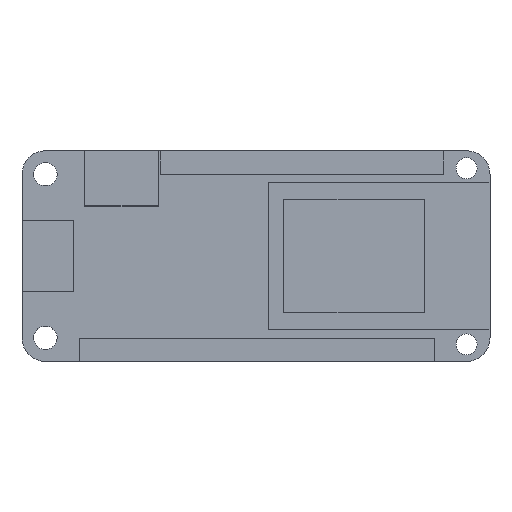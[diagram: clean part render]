
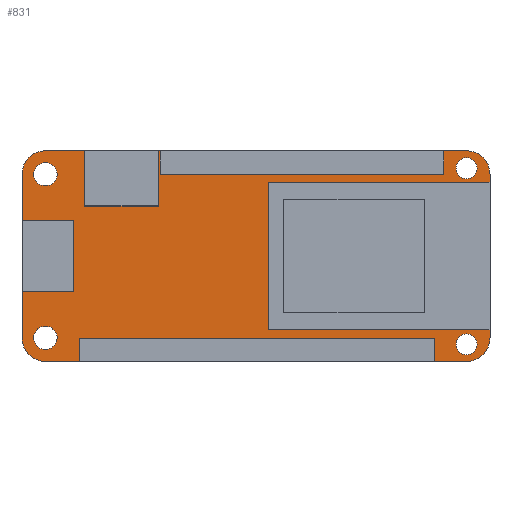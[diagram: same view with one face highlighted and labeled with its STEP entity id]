
A CAD part, top view. The second image highlights one B-rep face of the part: STEP entity #831.
In plain terms, the highlighted planar face has unit normal (0, 0, 1).
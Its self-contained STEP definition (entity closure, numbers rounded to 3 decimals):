
#27=FACE_BOUND('',#134,.T.);
#28=FACE_BOUND('',#135,.T.);
#29=FACE_BOUND('',#136,.T.);
#30=FACE_BOUND('',#137,.T.);
#36=PLANE('',#905);
#81=FACE_OUTER_BOUND('',#133,.T.);
#133=EDGE_LOOP('',(#601,#602,#603,#604,#605,#606,#607,#608));
#134=EDGE_LOOP('',(#609));
#135=EDGE_LOOP('',(#610));
#136=EDGE_LOOP('',(#611));
#137=EDGE_LOOP('',(#612));
#193=LINE('',#1217,#291);
#196=LINE('',#1223,#294);
#197=LINE('',#1227,#295);
#198=LINE('',#1231,#296);
#291=VECTOR('',#981,10.);
#294=VECTOR('',#986,10.);
#295=VECTOR('',#989,10.);
#296=VECTOR('',#992,10.);
#387=CIRCLE('',#902,2.54);
#389=CIRCLE('',#906,2.54);
#390=CIRCLE('',#907,2.54);
#391=CIRCLE('',#908,2.54);
#392=CIRCLE('',#909,1.145);
#393=CIRCLE('',#910,1.27);
#394=CIRCLE('',#911,1.145);
#395=CIRCLE('',#912,1.27);
#403=VERTEX_POINT('',#1207);
#404=VERTEX_POINT('',#1208);
#407=VERTEX_POINT('',#1216);
#409=VERTEX_POINT('',#1222);
#410=VERTEX_POINT('',#1224);
#411=VERTEX_POINT('',#1226);
#412=VERTEX_POINT('',#1228);
#413=VERTEX_POINT('',#1230);
#414=VERTEX_POINT('',#1233);
#415=VERTEX_POINT('',#1235);
#416=VERTEX_POINT('',#1237);
#417=VERTEX_POINT('',#1239);
#479=EDGE_CURVE('',#403,#404,#387,.T.);
#483=EDGE_CURVE('',#407,#404,#193,.T.);
#486=EDGE_CURVE('',#403,#409,#196,.T.);
#487=EDGE_CURVE('',#410,#409,#389,.T.);
#488=EDGE_CURVE('',#410,#411,#197,.T.);
#489=EDGE_CURVE('',#412,#411,#390,.T.);
#490=EDGE_CURVE('',#412,#413,#198,.T.);
#491=EDGE_CURVE('',#407,#413,#391,.T.);
#492=EDGE_CURVE('',#414,#414,#392,.T.);
#493=EDGE_CURVE('',#415,#415,#393,.T.);
#494=EDGE_CURVE('',#416,#416,#394,.T.);
#495=EDGE_CURVE('',#417,#417,#395,.T.);
#601=ORIENTED_EDGE('',*,*,#479,.F.);
#602=ORIENTED_EDGE('',*,*,#486,.T.);
#603=ORIENTED_EDGE('',*,*,#487,.F.);
#604=ORIENTED_EDGE('',*,*,#488,.T.);
#605=ORIENTED_EDGE('',*,*,#489,.F.);
#606=ORIENTED_EDGE('',*,*,#490,.T.);
#607=ORIENTED_EDGE('',*,*,#491,.F.);
#608=ORIENTED_EDGE('',*,*,#483,.T.);
#609=ORIENTED_EDGE('',*,*,#492,.T.);
#610=ORIENTED_EDGE('',*,*,#493,.T.);
#611=ORIENTED_EDGE('',*,*,#494,.T.);
#612=ORIENTED_EDGE('',*,*,#495,.T.);
#831=ADVANCED_FACE('',(#81,#27,#28,#29,#30),#36,.T.);
#902=AXIS2_PLACEMENT_3D('',#1209,#973,#974);
#905=AXIS2_PLACEMENT_3D('',#1221,#984,#985);
#906=AXIS2_PLACEMENT_3D('',#1225,#987,#988);
#907=AXIS2_PLACEMENT_3D('',#1229,#990,#991);
#908=AXIS2_PLACEMENT_3D('',#1232,#993,#994);
#909=AXIS2_PLACEMENT_3D('',#1234,#995,#996);
#910=AXIS2_PLACEMENT_3D('',#1236,#997,#998);
#911=AXIS2_PLACEMENT_3D('',#1238,#999,#1000);
#912=AXIS2_PLACEMENT_3D('',#1240,#1001,#1002);
#973=DIRECTION('center_axis',(0.,0.,-1.));
#974=DIRECTION('ref_axis',(-0.707,0.707,0.));
#981=DIRECTION('',(-1.,0.,0.));
#984=DIRECTION('center_axis',(0.,0.,1.));
#985=DIRECTION('ref_axis',(1.,0.,0.));
#986=DIRECTION('',(0.,-1.,0.));
#987=DIRECTION('center_axis',(0.,0.,-1.));
#988=DIRECTION('ref_axis',(-0.707,-0.707,0.));
#989=DIRECTION('',(1.,0.,0.));
#990=DIRECTION('center_axis',(0.,0.,-1.));
#991=DIRECTION('ref_axis',(0.707,-0.707,0.));
#992=DIRECTION('',(0.,1.,0.));
#993=DIRECTION('center_axis',(0.,0.,-1.));
#994=DIRECTION('ref_axis',(0.707,0.707,0.));
#995=DIRECTION('center_axis',(0.,0.,-1.));
#996=DIRECTION('ref_axis',(1.,0.,0.));
#997=DIRECTION('center_axis',(0.,0.,-1.));
#998=DIRECTION('ref_axis',(1.,0.,0.));
#999=DIRECTION('center_axis',(0.,0.,-1.));
#1000=DIRECTION('ref_axis',(1.,0.,0.));
#1001=DIRECTION('center_axis',(0.,0.,-1.));
#1002=DIRECTION('ref_axis',(1.,0.,0.));
#1207=CARTESIAN_POINT('',(0.,-2.54,1.6));
#1208=CARTESIAN_POINT('',(2.54,0.,1.6));
#1209=CARTESIAN_POINT('Origin',(2.54,-2.54,1.6));
#1216=CARTESIAN_POINT('',(48.26,0.,1.6));
#1217=CARTESIAN_POINT('',(0.,0.,1.6));
#1221=CARTESIAN_POINT('Origin',(25.4,-11.43,1.6));
#1222=CARTESIAN_POINT('',(0.,-20.32,1.6));
#1223=CARTESIAN_POINT('',(0.,-22.86,1.6));
#1224=CARTESIAN_POINT('',(2.54,-22.86,1.6));
#1225=CARTESIAN_POINT('Origin',(2.54,-20.32,1.6));
#1226=CARTESIAN_POINT('',(48.26,-22.86,1.6));
#1227=CARTESIAN_POINT('',(50.8,-22.86,1.6));
#1228=CARTESIAN_POINT('',(50.8,-20.32,1.6));
#1229=CARTESIAN_POINT('Origin',(48.26,-20.32,1.6));
#1230=CARTESIAN_POINT('',(50.8,-2.54,1.6));
#1231=CARTESIAN_POINT('',(50.8,0.,1.6));
#1232=CARTESIAN_POINT('Origin',(48.26,-2.54,1.6));
#1233=CARTESIAN_POINT('',(47.115,-21.019,1.6));
#1234=CARTESIAN_POINT('Origin',(48.26,-21.019,1.6));
#1235=CARTESIAN_POINT('',(1.27,-2.54,1.6));
#1236=CARTESIAN_POINT('Origin',(2.54,-2.54,1.6));
#1237=CARTESIAN_POINT('',(47.115,-1.905,1.6));
#1238=CARTESIAN_POINT('Origin',(48.26,-1.905,1.6));
#1239=CARTESIAN_POINT('',(1.27,-20.32,1.6));
#1240=CARTESIAN_POINT('Origin',(2.54,-20.32,1.6));
